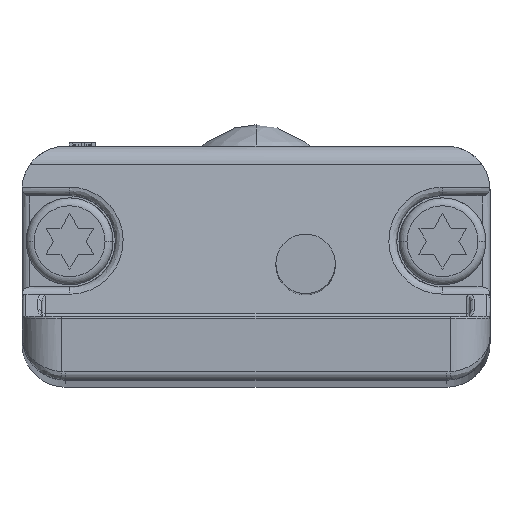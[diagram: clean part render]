
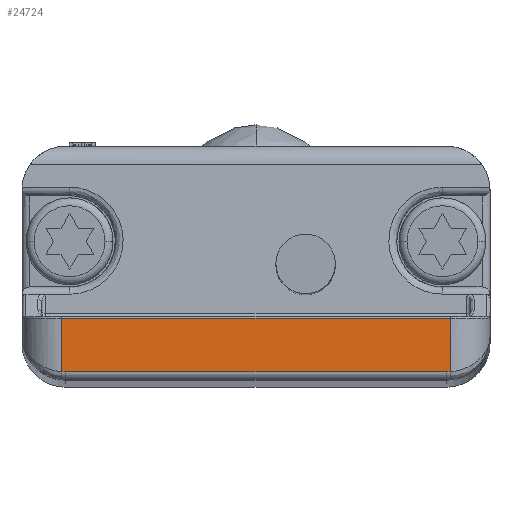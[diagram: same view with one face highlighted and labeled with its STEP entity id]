
A CAD part, top view. The second image highlights one B-rep face of the part: STEP entity #24724.
In plain terms, the highlighted planar face has unit normal (0, 0, 1).
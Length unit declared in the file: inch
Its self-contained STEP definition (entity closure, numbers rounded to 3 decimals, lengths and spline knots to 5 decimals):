
#6215=CARTESIAN_POINT('',(0.48,0.11,9.98578));
#6216=DIRECTION('',(0.,0.,-1.));
#6217=DIRECTION('',(0.111,-0.994,0.));
#6218=AXIS2_PLACEMENT_3D('',#6215,#6216,#6217);
#6229=DIRECTION('',(-1.,0.,0.));
#6230=VECTOR('',#6229,0.96);
#6231=CARTESIAN_POINT('',(0.48,0.02,9.98578));
#6232=LINE('',#6231,#6230);
#6309=CARTESIAN_POINT('',(-0.49,0.02056,
9.98578));
#6352=DIRECTION('',(0.,-1.,0.));
#6353=VECTOR('',#6352,0.13444);
#6354=CARTESIAN_POINT('',(-0.49,0.155,9.98578));
#6355=LINE('',#6354,#6353);
#6810=DIRECTION('',(0.,1.,0.));
#6811=VECTOR('',#6810,0.13444);
#6812=CARTESIAN_POINT('',(0.49,0.02056,
9.98578));
#6813=LINE('',#6812,#6811);
#6894=DIRECTION('',(1.,0.,0.));
#6895=VECTOR('',#6894,0.98);
#6896=CARTESIAN_POINT('',(-0.49,0.155,9.98578));
#6897=LINE('',#6896,#6895);
#6908=CARTESIAN_POINT('',(-0.48,0.11,9.98578));
#6909=DIRECTION('',(0.,0.,-1.));
#6910=DIRECTION('',(0.,-1.,0.));
#6911=AXIS2_PLACEMENT_3D('',#6908,#6909,#6910);
#16342=VERTEX_POINT('',#6309);
#16345=CARTESIAN_POINT('',(-0.48,0.02,9.98578));
#16346=VERTEX_POINT('',#16345);
#16349=CARTESIAN_POINT('',(0.48,0.02,9.98578));
#16350=VERTEX_POINT('',#16349);
#16353=CARTESIAN_POINT('',(0.49,0.02056,9.98578));
#16354=VERTEX_POINT('',#16353);
#16360=CARTESIAN_POINT('',(0.49,0.155,9.98578));
#16362=VERTEX_POINT('',#16360);
#16366=CARTESIAN_POINT('',(-0.49,0.155,9.98578));
#16367=VERTEX_POINT('',#16366);
#24709=CARTESIAN_POINT('',(-0.59,0.,9.98578));
#24710=DIRECTION('',(0.,0.,1.));
#24711=DIRECTION('',(1.,0.,0.));
#24712=AXIS2_PLACEMENT_3D('',#24709,#24710,#24711);
#24713=PLANE('',#24712);
#24715=ORIENTED_EDGE('',*,*,#24714,.T.);
#24716=ORIENTED_EDGE('',*,*,#24649,.F.);
#24717=ORIENTED_EDGE('',*,*,#24096,.T.);
#24718=ORIENTED_EDGE('',*,*,#24112,.T.);
#24720=ORIENTED_EDGE('',*,*,#24719,.T.);
#24721=ORIENTED_EDGE('',*,*,#24223,.F.);
#24722=EDGE_LOOP('',(#24715,#24716,#24717,#24718,#24720,#24721));
#24723=FACE_OUTER_BOUND('',#24722,.F.);
#24724=ADVANCED_FACE('',(#24723),#24713,.T.);
#6219=CIRCLE('',#6218,0.09);
#6912=CIRCLE('',#6911,0.09);
#24096=EDGE_CURVE('',#16354,#16350,#6219,.T.);
#24112=EDGE_CURVE('',#16350,#16346,#6232,.T.);
#24223=EDGE_CURVE('',#16367,#16342,#6355,.T.);
#24649=EDGE_CURVE('',#16354,#16362,#6813,.T.);
#24714=EDGE_CURVE('',#16367,#16362,#6897,.T.);
#24719=EDGE_CURVE('',#16346,#16342,#6912,.T.);
